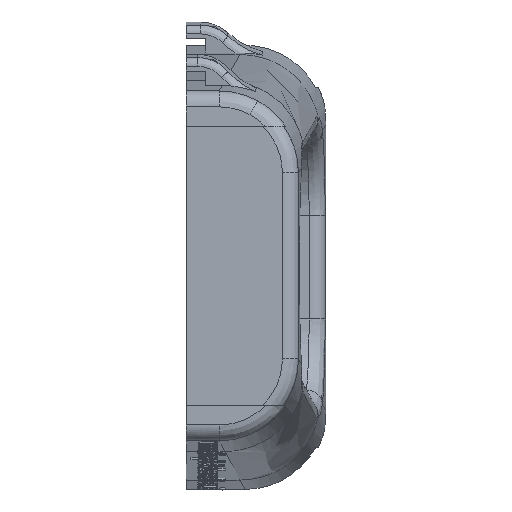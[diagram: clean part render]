
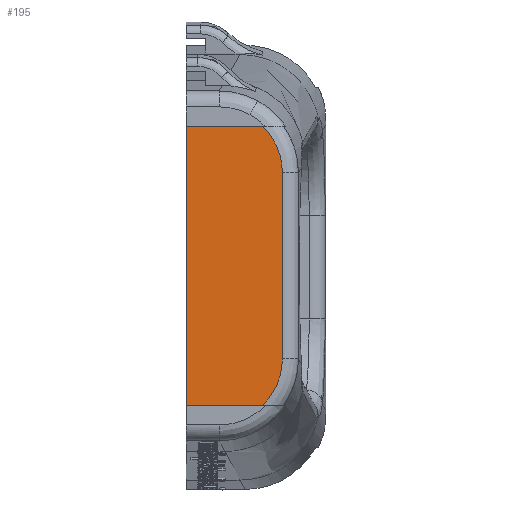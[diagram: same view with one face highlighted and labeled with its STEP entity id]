
A CAD part, top view. The second image highlights one B-rep face of the part: STEP entity #195.
In plain terms, the highlighted planar face has unit normal (0, 0, 1).
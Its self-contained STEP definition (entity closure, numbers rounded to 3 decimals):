
#195=ADVANCED_FACE('',(#655),#7157,.T.);
#655=FACE_OUTER_BOUND('',#1128,.T.);
#1128=EDGE_LOOP('',(#2158,#2159,#2160,#2161,#2162,#2163));
#2158=ORIENTED_EDGE('',*,*,#4223,.T.);
#2159=ORIENTED_EDGE('',*,*,#4224,.T.);
#2160=ORIENTED_EDGE('',*,*,#4225,.T.);
#2161=ORIENTED_EDGE('',*,*,#4226,.T.);
#2162=ORIENTED_EDGE('',*,*,#4227,.T.);
#2163=ORIENTED_EDGE('',*,*,#4228,.T.);
#4223=EDGE_CURVE('',#6477,#6478,#5311,.T.);
#4224=EDGE_CURVE('',#6478,#6479,#5312,.T.);
#4225=EDGE_CURVE('',#6479,#6480,#5313,.T.);
#4226=EDGE_CURVE('',#6480,#6481,#5314,.T.);
#4227=EDGE_CURVE('',#6481,#6482,#5315,.T.);
#4228=EDGE_CURVE('',#6482,#6477,#5316,.T.);
#5311=B_SPLINE_CURVE_WITH_KNOTS('',1,(#13163,#13164),.UNSPECIFIED.,.F.,
 .F.,(2,2),(0.,9.53),.UNSPECIFIED.);
#5312=B_SPLINE_CURVE_WITH_KNOTS('',1,(#13165,#13166),.UNSPECIFIED.,.F.,
 .F.,(2,2),(0.,34.8),.UNSPECIFIED.);
#5313=B_SPLINE_CURVE_WITH_KNOTS('',1,(#13167,#13168),.UNSPECIFIED.,.F.,
 .F.,(2,2),(0.,9.53),.UNSPECIFIED.);
#5314=B_SPLINE_CURVE_WITH_KNOTS('',3,(#13169,#13170,#13171,#13172,#13173,
#13174,#13175,#13176,#13177,#13178,#13179,#13180,#13181,#13182),
 .UNSPECIFIED.,.F.,.F.,(4,2,2,2,2,2,4),(0.,0.81,1.62,
3.241,4.051,4.861,6.482),
 .UNSPECIFIED.);
#5315=B_SPLINE_CURVE_WITH_KNOTS('',1,(#13183,#13184),.UNSPECIFIED.,.F.,
 .F.,(2,2),(0.,23.209),.UNSPECIFIED.);
#5316=B_SPLINE_CURVE_WITH_KNOTS('',3,(#13185,#13186,#13187,#13188,#13189,
#13190,#13191,#13192,#13193,#13194,#13195,#13196,#13197,#13198),
 .UNSPECIFIED.,.F.,.F.,(4,2,2,2,2,2,4),(0.,1.62,2.431,
3.241,4.861,5.671,6.482),
 .UNSPECIFIED.);
#6477=VERTEX_POINT('',#11220);
#6478=VERTEX_POINT('',#11221);
#6479=VERTEX_POINT('',#11222);
#6480=VERTEX_POINT('',#11223);
#6481=VERTEX_POINT('',#11224);
#6482=VERTEX_POINT('',#11225);
#7157=PLANE('',#7561);
#7561=AXIS2_PLACEMENT_3D('',#8913,#7791,$);
#7791=DIRECTION('',(0.,0.,1.));
#8913=CARTESIAN_POINT('',(295.621,515.761,328.683));
#11220=CARTESIAN_POINT('',(306.351,554.041,328.683));
#11221=CARTESIAN_POINT('',(296.821,554.041,328.683));
#11222=CARTESIAN_POINT('',(296.821,519.241,328.683));
#11223=CARTESIAN_POINT('',(306.351,519.241,328.683));
#11224=CARTESIAN_POINT('',(308.821,525.037,328.683));
#11225=CARTESIAN_POINT('',(308.821,548.246,328.683));
#13163=CARTESIAN_POINT('',(306.351,554.041,328.683));
#13164=CARTESIAN_POINT('',(296.821,554.041,328.683));
#13165=CARTESIAN_POINT('',(296.821,554.041,328.683));
#13166=CARTESIAN_POINT('',(296.821,519.241,328.683));
#13167=CARTESIAN_POINT('',(296.821,519.241,328.683));
#13168=CARTESIAN_POINT('',(306.351,519.241,328.683));
#13169=CARTESIAN_POINT('',(306.351,519.241,328.683));
#13170=CARTESIAN_POINT('',(306.548,519.429,328.683));
#13171=CARTESIAN_POINT('',(306.734,519.626,328.683));
#13172=CARTESIAN_POINT('',(307.087,520.04,328.683));
#13173=CARTESIAN_POINT('',(307.252,520.256,328.683));
#13174=CARTESIAN_POINT('',(307.711,520.921,328.683));
#13175=CARTESIAN_POINT('',(307.97,521.391,328.683));
#13176=CARTESIAN_POINT('',(308.286,522.135,328.683));
#13177=CARTESIAN_POINT('',(308.38,522.391,328.683));
#13178=CARTESIAN_POINT('',(308.54,522.908,328.683));
#13179=CARTESIAN_POINT('',(308.607,523.169,328.683));
#13180=CARTESIAN_POINT('',(308.767,523.958,328.683));
#13181=CARTESIAN_POINT('',(308.821,524.493,328.683));
#13182=CARTESIAN_POINT('',(308.821,525.037,328.683));
#13183=CARTESIAN_POINT('',(308.821,525.037,328.683));
#13184=CARTESIAN_POINT('',(308.821,548.246,328.683));
#13185=CARTESIAN_POINT('',(308.821,548.246,328.683));
#13186=CARTESIAN_POINT('',(308.821,548.79,328.683));
#13187=CARTESIAN_POINT('',(308.767,549.324,328.683));
#13188=CARTESIAN_POINT('',(308.607,550.113,328.683));
#13189=CARTESIAN_POINT('',(308.54,550.374,328.683));
#13190=CARTESIAN_POINT('',(308.38,550.891,328.683));
#13191=CARTESIAN_POINT('',(308.286,551.147,328.683));
#13192=CARTESIAN_POINT('',(307.97,551.891,328.683));
#13193=CARTESIAN_POINT('',(307.711,552.361,328.683));
#13194=CARTESIAN_POINT('',(307.252,553.026,328.683));
#13195=CARTESIAN_POINT('',(307.087,553.242,328.683));
#13196=CARTESIAN_POINT('',(306.734,553.656,328.683));
#13197=CARTESIAN_POINT('',(306.548,553.853,328.683));
#13198=CARTESIAN_POINT('',(306.351,554.041,328.683));
